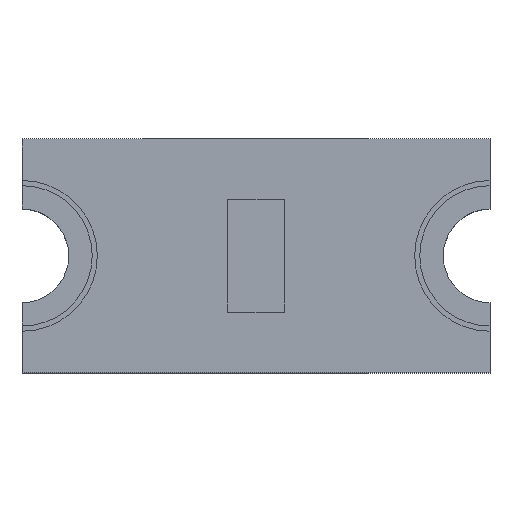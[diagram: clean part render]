
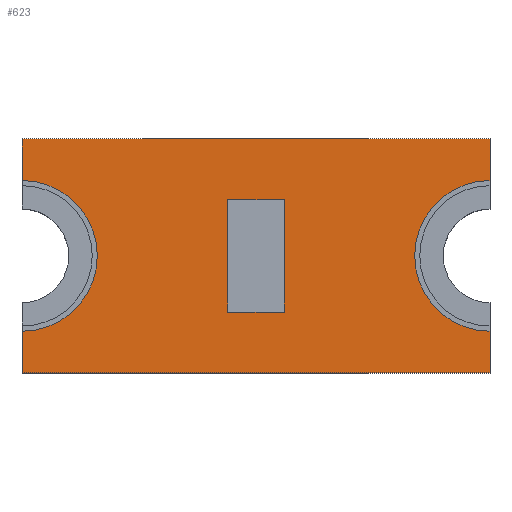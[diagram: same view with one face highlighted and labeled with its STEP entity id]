
A CAD part, top view. The second image highlights one B-rep face of the part: STEP entity #623.
In plain terms, the highlighted planar face has unit normal (0, 0, 1).
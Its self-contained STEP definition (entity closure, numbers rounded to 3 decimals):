
#5 = VECTOR ( 'NONE', #1156, 1000. ) ;
#19 = LINE ( 'NONE', #953, #1775 ) ;
#50 = CARTESIAN_POINT ( 'NONE',  ( 0.5, -0.25, 0.33 ) ) ;
#51 = CARTESIAN_POINT ( 'NONE',  ( -0.5, 0.25, 0.33 ) ) ;
#64 = CIRCLE ( 'NONE', #1142, 0.15 ) ;
#119 = EDGE_CURVE ( 'NONE', #1457, #907, #64, .T. ) ;
#122 = ORIENTED_EDGE ( 'NONE', *, *, #154, .F. ) ;
#131 = VECTOR ( 'NONE', #1462, 1000. ) ;
#138 = VERTEX_POINT ( 'NONE', #206 ) ;
#154 = EDGE_CURVE ( 'NONE', #661, #371, #212, .T. ) ;
#192 = ORIENTED_EDGE ( 'NONE', *, *, #1681, .F. ) ;
#193 = EDGE_CURVE ( 'NONE', #138, #541, #1171, .T. ) ;
#206 = CARTESIAN_POINT ( 'NONE',  ( 0.5, 0.25, 0.33 ) ) ;
#207 = EDGE_LOOP ( 'NONE', ( #430, #1225, #1820, #1942, #892, #1228, #1878, #1322 ) ) ;
#212 = LINE ( 'NONE', #350, #5 ) ;
#242 = LINE ( 'NONE', #633, #304 ) ;
#271 = DIRECTION ( 'NONE',  ( 0., 0., 1. ) ) ;
#304 = VECTOR ( 'NONE', #1081, 1000. ) ;
#331 = AXIS2_PLACEMENT_3D ( 'NONE', #1862, #488, #472 ) ;
#350 = CARTESIAN_POINT ( 'NONE',  ( 0.06, 0.12, 0.33 ) ) ;
#371 = VERTEX_POINT ( 'NONE', #1202 ) ;
#392 = EDGE_CURVE ( 'NONE', #371, #1029, #19, .T. ) ;
#393 = VECTOR ( 'NONE', #1877, 1000. ) ;
#403 = CARTESIAN_POINT ( 'NONE',  ( -0.5, -0.15, 0.33 ) ) ;
#430 = ORIENTED_EDGE ( 'NONE', *, *, #1265, .T. ) ;
#462 = DIRECTION ( 'NONE',  ( 1., 0., 0. ) ) ;
#472 = DIRECTION ( 'NONE',  ( 1., 0., 0. ) ) ;
#480 = CARTESIAN_POINT ( 'NONE',  ( -0.5, -0.25, 0.33 ) ) ;
#488 = DIRECTION ( 'NONE',  ( 0., 0., 1. ) ) ;
#492 = CARTESIAN_POINT ( 'NONE',  ( -0.5, 0.25, 0.33 ) ) ;
#522 = CARTESIAN_POINT ( 'NONE',  ( -0.06, -0.12, 0.33 ) ) ;
#536 = CARTESIAN_POINT ( 'NONE',  ( -0.5, 0.25, 0.33 ) ) ;
#540 = VERTEX_POINT ( 'NONE', #1958 ) ;
#541 = VERTEX_POINT ( 'NONE', #51 ) ;
#543 = LINE ( 'NONE', #522, #1371 ) ;
#568 = VECTOR ( 'NONE', #462, 1000. ) ;
#582 = DIRECTION ( 'NONE',  ( 0., -1., 0. ) ) ;
#592 = CARTESIAN_POINT ( 'NONE',  ( 0.5, 0., 0.33 ) ) ;
#623 = ADVANCED_FACE ( 'NONE', ( #702, #1324 ), #1809, .T. ) ;
#633 = CARTESIAN_POINT ( 'NONE',  ( 0.5, 0.25, 0.33 ) ) ;
#648 = CARTESIAN_POINT ( 'NONE',  ( -0.06, -0.12, 0.33 ) ) ;
#661 = VERTEX_POINT ( 'NONE', #1210 ) ;
#689 = EDGE_CURVE ( 'NONE', #1029, #826, #1343, .T. ) ;
#702 = FACE_OUTER_BOUND ( 'NONE', #207, .T. ) ;
#704 = VERTEX_POINT ( 'NONE', #1675 ) ;
#722 = VECTOR ( 'NONE', #1572, 1000. ) ;
#736 = ORIENTED_EDGE ( 'NONE', *, *, #689, .F. ) ;
#774 = LINE ( 'NONE', #910, #393 ) ;
#775 = DIRECTION ( 'NONE',  ( -1., 0., 0. ) ) ;
#821 = AXIS2_PLACEMENT_3D ( 'NONE', #592, #271, #1032 ) ;
#826 = VERTEX_POINT ( 'NONE', #648 ) ;
#861 = VECTOR ( 'NONE', #879, 1000. ) ;
#879 = DIRECTION ( 'NONE',  ( 0., -1., 0. ) ) ;
#892 = ORIENTED_EDGE ( 'NONE', *, *, #1829, .T. ) ;
#895 = EDGE_LOOP ( 'NONE', ( #192, #736, #1817, #122 ) ) ;
#907 = VERTEX_POINT ( 'NONE', #403 ) ;
#910 = CARTESIAN_POINT ( 'NONE',  ( 0.5, 0.25, 0.33 ) ) ;
#923 = CARTESIAN_POINT ( 'NONE',  ( -0.06, 0.12, 0.33 ) ) ;
#953 = CARTESIAN_POINT ( 'NONE',  ( -0.06, 0.12, 0.33 ) ) ;
#995 = DIRECTION ( 'NONE',  ( 1., 0., 0. ) ) ;
#1029 = VERTEX_POINT ( 'NONE', #923 ) ;
#1032 = DIRECTION ( 'NONE',  ( 1., 0., 0. ) ) ;
#1039 = CARTESIAN_POINT ( 'NONE',  ( -0.5, 0.15, 0.33 ) ) ;
#1065 = EDGE_CURVE ( 'NONE', #704, #138, #774, .T. ) ;
#1081 = DIRECTION ( 'NONE',  ( 0., 1., 0. ) ) ;
#1142 = AXIS2_PLACEMENT_3D ( 'NONE', #1427, #1284, #1921 ) ;
#1153 = EDGE_CURVE ( 'NONE', #540, #1684, #1836, .T. ) ;
#1156 = DIRECTION ( 'NONE',  ( 0., 1., 0. ) ) ;
#1171 = LINE ( 'NONE', #536, #131 ) ;
#1181 = CARTESIAN_POINT ( 'NONE',  ( 0.5, -0.15, 0.33 ) ) ;
#1202 = CARTESIAN_POINT ( 'NONE',  ( 0.06, 0.12, 0.33 ) ) ;
#1210 = CARTESIAN_POINT ( 'NONE',  ( 0.06, -0.12, 0.33 ) ) ;
#1225 = ORIENTED_EDGE ( 'NONE', *, *, #119, .T. ) ;
#1228 = ORIENTED_EDGE ( 'NONE', *, *, #1521, .F. ) ;
#1265 = EDGE_CURVE ( 'NONE', #541, #1457, #1439, .T. ) ;
#1284 = DIRECTION ( 'NONE',  ( 0., 0., -1. ) ) ;
#1322 = ORIENTED_EDGE ( 'NONE', *, *, #193, .T. ) ;
#1324 = FACE_BOUND ( 'NONE', #895, .T. ) ;
#1343 = LINE ( 'NONE', #1524, #1670 ) ;
#1371 = VECTOR ( 'NONE', #995, 1000. ) ;
#1427 = CARTESIAN_POINT ( 'NONE',  ( -0.5, 0., 0.33 ) ) ;
#1439 = LINE ( 'NONE', #492, #722 ) ;
#1457 = VERTEX_POINT ( 'NONE', #1039 ) ;
#1462 = DIRECTION ( 'NONE',  ( -1., 0., 0. ) ) ;
#1467 = VERTEX_POINT ( 'NONE', #1181 ) ;
#1521 = EDGE_CURVE ( 'NONE', #704, #1467, #1546, .T. ) ;
#1524 = CARTESIAN_POINT ( 'NONE',  ( -0.06, 0.12, 0.33 ) ) ;
#1546 = CIRCLE ( 'NONE', #821, 0.15 ) ;
#1572 = DIRECTION ( 'NONE',  ( 0., -1., 0. ) ) ;
#1670 = VECTOR ( 'NONE', #582, 1000. ) ;
#1675 = CARTESIAN_POINT ( 'NONE',  ( 0.5, 0.15, 0.33 ) ) ;
#1681 = EDGE_CURVE ( 'NONE', #826, #661, #543, .T. ) ;
#1684 = VERTEX_POINT ( 'NONE', #50 ) ;
#1723 = LINE ( 'NONE', #2025, #861 ) ;
#1775 = VECTOR ( 'NONE', #775, 1000. ) ;
#1787 = EDGE_CURVE ( 'NONE', #907, #540, #1723, .T. ) ;
#1809 = PLANE ( 'NONE',  #331 ) ;
#1817 = ORIENTED_EDGE ( 'NONE', *, *, #392, .F. ) ;
#1820 = ORIENTED_EDGE ( 'NONE', *, *, #1787, .T. ) ;
#1829 = EDGE_CURVE ( 'NONE', #1684, #1467, #242, .T. ) ;
#1836 = LINE ( 'NONE', #480, #568 ) ;
#1862 = CARTESIAN_POINT ( 'NONE',  ( -0.5, -0.25, 0.33 ) ) ;
#1877 = DIRECTION ( 'NONE',  ( 0., 1., 0. ) ) ;
#1878 = ORIENTED_EDGE ( 'NONE', *, *, #1065, .T. ) ;
#1921 = DIRECTION ( 'NONE',  ( 1., 0., 0. ) ) ;
#1942 = ORIENTED_EDGE ( 'NONE', *, *, #1153, .T. ) ;
#1958 = CARTESIAN_POINT ( 'NONE',  ( -0.5, -0.25, 0.33 ) ) ;
#2025 = CARTESIAN_POINT ( 'NONE',  ( -0.5, 0.25, 0.33 ) ) ;
